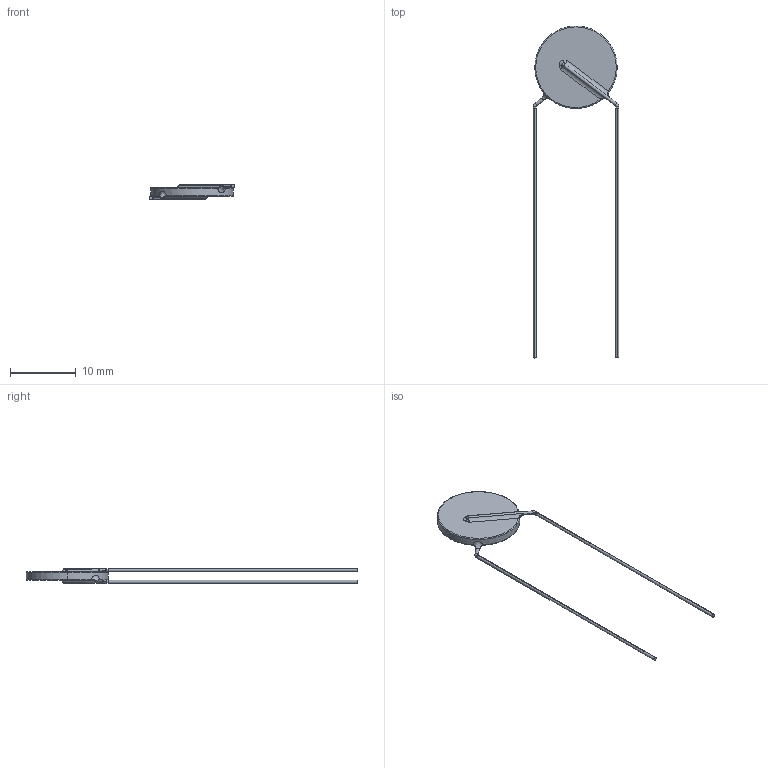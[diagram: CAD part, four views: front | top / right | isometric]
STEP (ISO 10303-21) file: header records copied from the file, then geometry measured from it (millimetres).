
FILE_DESCRIPTION (( 'STEP AP203' ), '1' );
FILE_NAME ('User Library-0d5in-disc-capacitor.STEP', '2019-10-31T23:39:01', ( '' ), ( '' ), 'SwSTEP 2.0', 'SolidWorks 2019', '' );
FILE_SCHEMA (( 'CONFIG_CONTROL_DESIGN' ));
Length unit declared in the file: inch
Products named in the file (1): User Library-0d5in-disc-capacitor
Bounding box: 13.09 x 50.69 x 2.29 mm (x, y, z)
Volume: 186.3 mm3; surface area: 434.1 mm2
Topology: 3 solids, 3 shells, 58 faces, 130 edges, 70 vertices
Faces by surface type: cylinder 18, bspline 18, torus 14, plane 8
Entity records: 2125 total; most frequent: CARTESIAN_POINT 919, ORIENTED_EDGE 244, DIRECTION 224, EDGE_CURVE 122, AXIS2_PLACEMENT_3D 101, VERTEX_POINT 70, CIRCLE 60, ADVANCED_FACE 58
